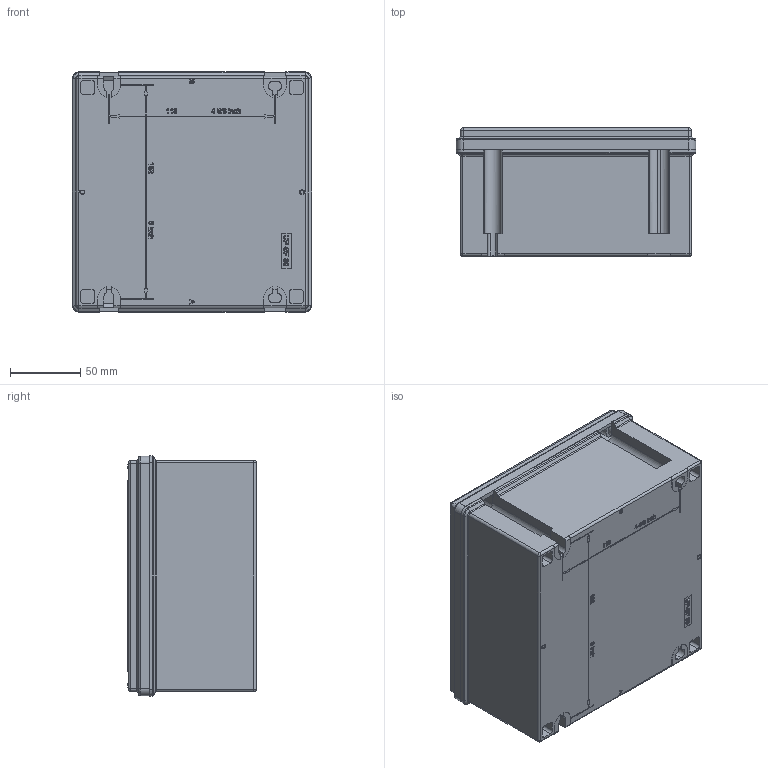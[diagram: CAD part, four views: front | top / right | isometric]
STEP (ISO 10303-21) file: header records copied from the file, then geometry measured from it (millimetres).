
FILE_DESCRIPTION (( 'STEP AP203' ), '1' );
FILE_NAME ('8146-_051-ap203.STEP', '2012-08-14T08:35:01', ( 'Admin' ), ( 'R. STAHL AG' ), 'SwSTEP 2.0', 'SolidWorks 2011', '' );
FILE_SCHEMA (( 'CONFIG_CONTROL_DESIGN' ));
Products named in the file (10): 8146-_051-ap203; 509_642_0; 509_642_0_1_montiert; 81_460_03_05_0; 81_460_03_05_0_Dichtung; 81_469_01_05_0; 81_469_53_04_0_3d export; 81_469_01_91_0
Assembly tree (15 placements, depth 3):
  8146-_051-ap203
    509_642_0  x4
      509_642_0_1_montiert
      509_642_0
    81_460_03_05_0
      81_460_03_05_0_Dichtung
      81_469_01_05_0
    81_469_53_04_0_3d export
      81_469_01_91_0  x4
      81_469_53_04_0_3d export
Bounding box: 170 x 91.31 x 170.5 mm (x, y, z)
Volume: 458655.4 mm3; surface area: 272733.3 mm2
Topology: 15 solids, 15 shells, 1979 faces, 4969 edges, 3142 vertices
Faces by surface type: plane 980, cylinder 381, bspline 322, cone 152, torus 132, sphere 12
Entity records: 70975 total; most frequent: CARTESIAN_POINT 29847, ORIENTED_EDGE 8798, DIRECTION 7333, EDGE_CURVE 4399, VERTEX_POINT 2791, LINE 2683, VECTOR 2683, AXIS2_PLACEMENT_3D 2325
